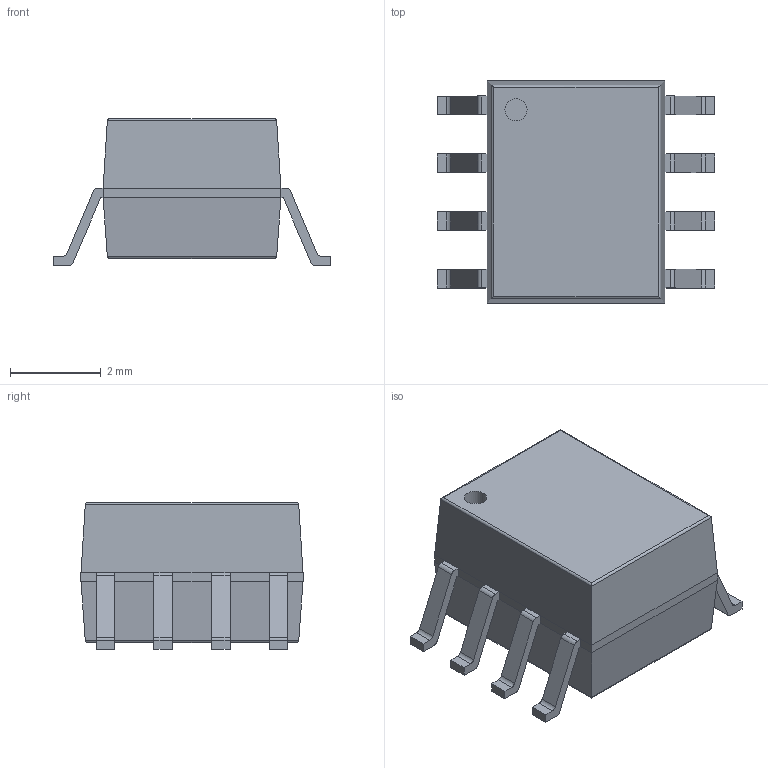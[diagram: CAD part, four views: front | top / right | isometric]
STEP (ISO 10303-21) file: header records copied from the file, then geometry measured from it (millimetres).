
FILE_DESCRIPTION(('FreeCAD Model'),'2;1');
FILE_NAME('1438852.1.1.stp','2020-04-10T05:55:59',( 'Author'),(''),'Open CASCADE STEP processor 6.9','FreeCAD','Unknown' );
FILE_SCHEMA(('AUTOMOTIVE_DESIGN { 1 0 10303 214 1 1 1 1 }'));
Length unit declared in the file: millimetre
Products named in the file (3): ASSEMBLY; Body; PinsArrayLR
Assembly tree (2 placements, depth 2):
  ASSEMBLY
    Body
    PinsArrayLR
Bounding box: 6.1 x 4.88 x 3.23 mm (x, y, z)
Volume: 57.7 mm3; surface area: 109.5 mm2
Topology: 9 solids, 9 shells, 128 faces, 311 edges, 202 vertices
Faces by surface type: plane 95, cylinder 33
Full cylindrical faces by diameter (mm): 0.489 x1
Entity records: 8011 total; most frequent: CARTESIAN_POINT 1558, DIRECTION 1193, LINE 789, VECTOR 789, ORIENTED_EDGE 622, PCURVE 622, DEFINITIONAL_REPRESENTATION 622, EDGE_CURVE 311
